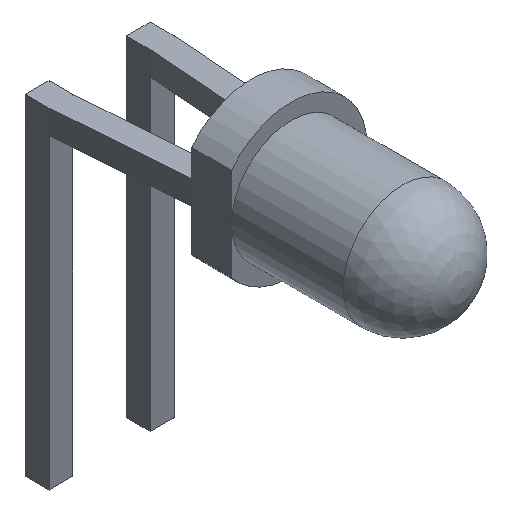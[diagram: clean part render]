
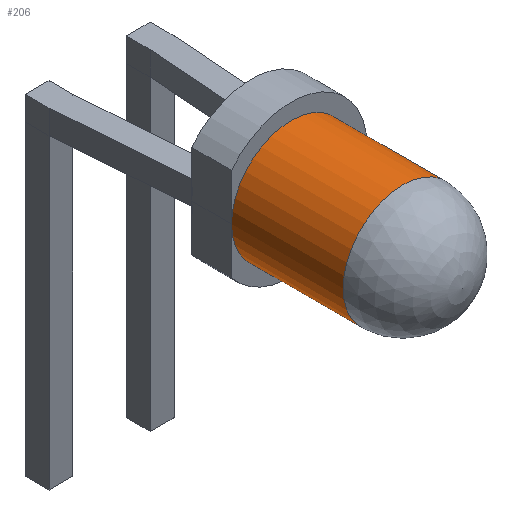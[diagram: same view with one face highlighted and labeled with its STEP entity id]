
A CAD part, isometric view. The second image highlights one B-rep face of the part: STEP entity #206.
In plain terms, the highlighted cylindrical face has radius 1.5 mm (diameter 3 mm), a full revolution.
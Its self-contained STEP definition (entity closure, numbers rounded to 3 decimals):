
#27=CARTESIAN_POINT('',(1.27,-3.81,6.));
#28=DIRECTION('',(0.,-1.,0.));
#29=DIRECTION('',(1.,0.,0.));
#42=AXIS2_PLACEMENT_3D('',#43,#28,#29);
#43=CARTESIAN_POINT('',(1.27,-4.81,6.));
#73=CARTESIAN_POINT('',(1.27,-3.81,7.5));
#89=VERTEX_POINT('',#90);
#90=CARTESIAN_POINT('',(-0.23,-4.81,6.));
#116=EDGE_CURVE('',#117,#89,#119,.T.);
#117=VERTEX_POINT('',#118);
#118=CARTESIAN_POINT('',(1.27,-4.81,7.5));
#119=CIRCLE('',#42,1.5);
#121=EDGE_CURVE('',#89,#122,#119,.T.);
#122=VERTEX_POINT('',#123);
#123=CARTESIAN_POINT('',(2.77,-4.81,6.));
#125=EDGE_CURVE('',#122,#117,#119,.T.);
#204=DIRECTION('',(0.,1.,0.));
#205=DIRECTION('',(0.,0.,1.));
#206=ADVANCED_FACE('',(#207),#226,.T.);
#207=FACE_BOUND('',#208,.F.);
#208=EDGE_LOOP('',(#209,#210,#211,#212,#219,#225));
#209=ORIENTED_EDGE('',*,*,#125,.F.);
#210=ORIENTED_EDGE('',*,*,#121,.F.);
#211=ORIENTED_EDGE('',*,*,#116,.F.);
#212=ORIENTED_EDGE('',*,*,#213,.T.);
#213=EDGE_CURVE('',#117,#214,#216,.T.);
#214=VERTEX_POINT('',#215);
#215=CARTESIAN_POINT('',(1.27,-7.61,7.5));
#216=LINE('',#73,#217);
#217=VECTOR('',#218,1.);
#218=DIRECTION('',(0.,-1.,0.));
#219=ORIENTED_EDGE('',*,*,#220,.F.);
#220=EDGE_CURVE('',#214,#214,#221,.T.);
#221=CIRCLE('',#222,1.5);
#222=AXIS2_PLACEMENT_3D('',#223,#204,#224);
#223=CARTESIAN_POINT('',(1.27,-7.61,6.));
#224=DIRECTION('',(0.,0.,1.));
#225=ORIENTED_EDGE('',*,*,#213,.F.);
#226=CYLINDRICAL_SURFACE('',#227,1.5);
#227=AXIS2_PLACEMENT_3D('',#27,#228,#205);
#228=DIRECTION('',(0.,-1.,0.));
